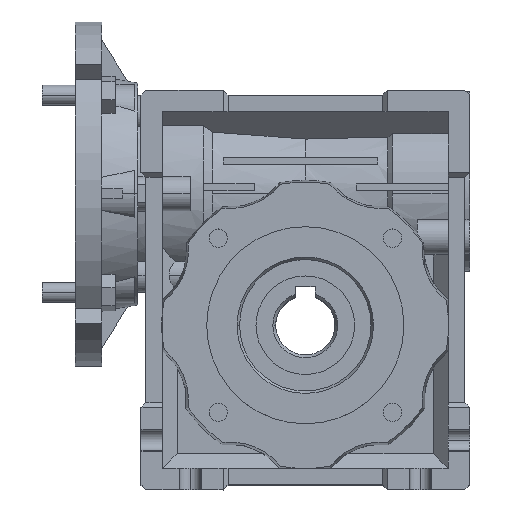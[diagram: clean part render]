
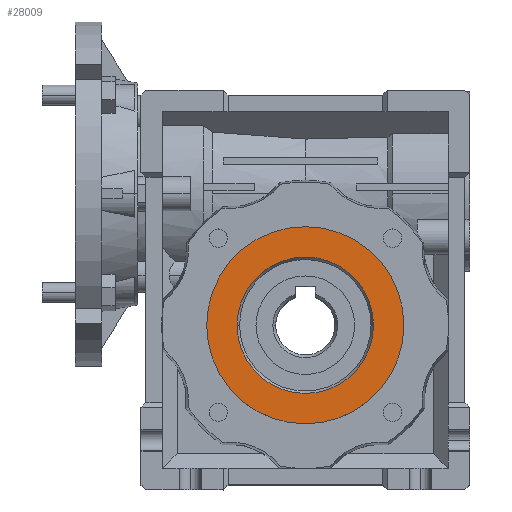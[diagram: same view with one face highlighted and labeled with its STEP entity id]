
A CAD part, top view. The second image highlights one B-rep face of the part: STEP entity #28009.
In plain terms, the highlighted planar face has unit normal (0, 0, 1).
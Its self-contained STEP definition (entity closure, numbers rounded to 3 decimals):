
#860 = CARTESIAN_POINT ( 'NONE',  ( 71.75, -40., 39. ) ) ;
#941 = CIRCLE ( 'NONE', #2075, 30. ) ;
#1403 = DIRECTION ( 'NONE',  ( 0., 0., -1. ) ) ;
#2075 = AXIS2_PLACEMENT_3D ( 'NONE', #18376, #5122, #20599 ) ;
#3130 = ORIENTED_EDGE ( 'NONE', *, *, #9544, .T. ) ;
#3682 = CARTESIAN_POINT ( 'NONE',  ( 51., -40., 39. ) ) ;
#4168 = EDGE_CURVE ( 'NONE', #7188, #26995, #941, .T. ) ;
#5122 = DIRECTION ( 'NONE',  ( 0., 0., 1. ) ) ;
#5906 = DIRECTION ( 'NONE',  ( 1., 0., 0. ) ) ;
#6271 = FACE_BOUND ( 'NONE', #9440, .T. ) ;
#7188 = VERTEX_POINT ( 'NONE', #28477 ) ;
#7631 = CIRCLE ( 'NONE', #20173, 30. ) ;
#7953 = DIRECTION ( 'NONE',  ( 0., 0., 1. ) ) ;
#9440 = EDGE_LOOP ( 'NONE', ( #26321, #10371 ) ) ;
#9544 = EDGE_CURVE ( 'NONE', #26995, #7188, #7631, .T. ) ;
#10092 = CARTESIAN_POINT ( 'NONE',  ( 20.64, -70.36, 39. ) ) ;
#10371 = ORIENTED_EDGE ( 'NONE', *, *, #18197, .T. ) ;
#10552 = CARTESIAN_POINT ( 'NONE',  ( 21., -40., 39. ) ) ;
#10750 = AXIS2_PLACEMENT_3D ( 'NONE', #10092, #7953, #23461 ) ;
#11099 = VERTEX_POINT ( 'NONE', #860 ) ;
#11351 = CARTESIAN_POINT ( 'NONE',  ( 51., -40., 39. ) ) ;
#12878 = FACE_OUTER_BOUND ( 'NONE', #22818, .T. ) ;
#13604 = DIRECTION ( 'NONE',  ( 1., 0., 0. ) ) ;
#14715 = CARTESIAN_POINT ( 'NONE',  ( 51., -40., 39. ) ) ;
#15612 = CARTESIAN_POINT ( 'NONE',  ( 30.25, -40., 39. ) ) ;
#15849 = CIRCLE ( 'NONE', #18801, 20.75 ) ;
#16905 = DIRECTION ( 'NONE',  ( 1., 0., 0. ) ) ;
#17007 = VERTEX_POINT ( 'NONE', #15612 ) ;
#18085 = AXIS2_PLACEMENT_3D ( 'NONE', #14715, #1403, #16905 ) ;
#18197 = EDGE_CURVE ( 'NONE', #17007, #11099, #15849, .T. ) ;
#18376 = CARTESIAN_POINT ( 'NONE',  ( 51., -40., 39. ) ) ;
#18801 = AXIS2_PLACEMENT_3D ( 'NONE', #11351, #26871, #13604 ) ;
#19165 = DIRECTION ( 'NONE',  ( 0., 0., 1. ) ) ;
#19282 = EDGE_CURVE ( 'NONE', #11099, #17007, #23079, .T. ) ;
#20173 = AXIS2_PLACEMENT_3D ( 'NONE', #3682, #19165, #5906 ) ;
#20599 = DIRECTION ( 'NONE',  ( 1., 0., 0. ) ) ;
#21225 = PLANE ( 'NONE',  #10750 ) ;
#22818 = EDGE_LOOP ( 'NONE', ( #25694, #3130 ) ) ;
#23079 = CIRCLE ( 'NONE', #18085, 20.75 ) ;
#23461 = DIRECTION ( 'NONE',  ( 1., 0., 0. ) ) ;
#25694 = ORIENTED_EDGE ( 'NONE', *, *, #4168, .T. ) ;
#26321 = ORIENTED_EDGE ( 'NONE', *, *, #19282, .T. ) ;
#26871 = DIRECTION ( 'NONE',  ( 0., 0., -1. ) ) ;
#26995 = VERTEX_POINT ( 'NONE', #10552 ) ;
#28009 = ADVANCED_FACE ( 'NONE', ( #12878, #6271 ), #21225, .T. ) ;
#28477 = CARTESIAN_POINT ( 'NONE',  ( 81., -40., 39. ) ) ;
